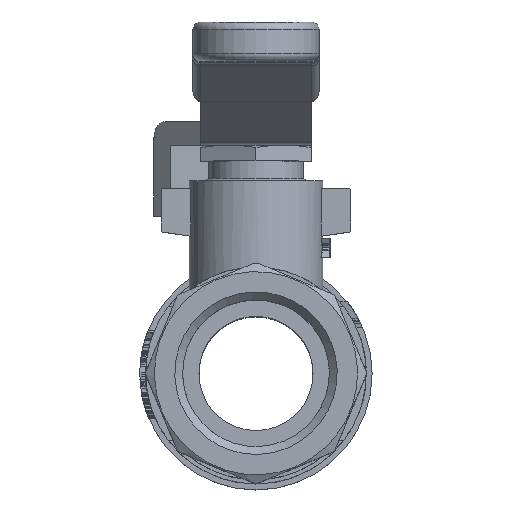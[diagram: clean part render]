
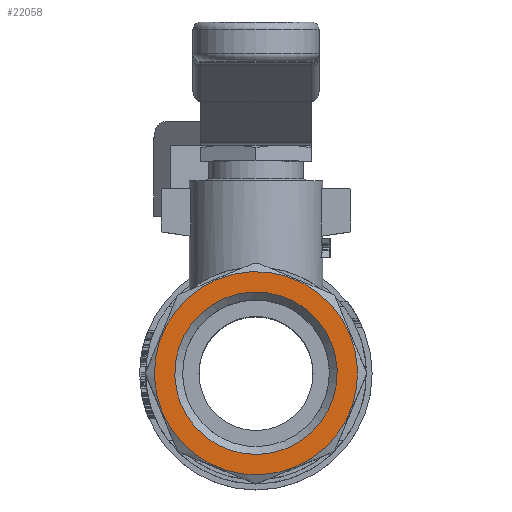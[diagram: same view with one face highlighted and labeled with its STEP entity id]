
A CAD part, top view. The second image highlights one B-rep face of the part: STEP entity #22058.
In plain terms, the highlighted planar face has unit normal (0, 0, 1).
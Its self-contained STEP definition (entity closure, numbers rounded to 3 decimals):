
#10118=ORIENTED_EDGE('',*,*,#14014,.F.);
#10119=ORIENTED_EDGE('',*,*,#14015,.F.);
#14014=EDGE_CURVE('',#16394,#16394,#16945,.T.);
#14015=EDGE_CURVE('',#16395,#16395,#16946,.T.);
#16394=VERTEX_POINT('',#39984);
#16395=VERTEX_POINT('',#39987);
#16945=CIRCLE('',#24956,12.9);
#16946=CIRCLE('',#24958,10.316);
#18140=EDGE_LOOP('',(#10118));
#18141=EDGE_LOOP('',(#10119));
#19473=FACE_BOUND('',#18140,.T.);
#19474=FACE_BOUND('',#18141,.T.);
#20669=PLANE('',#24957);
#22058=ADVANCED_FACE('',(#19473,#19474),#20669,.F.);
#24956=AXIS2_PLACEMENT_3D('',#39983,#31750,#31751);
#24957=AXIS2_PLACEMENT_3D('',#39985,#31752,#31753);
#24958=AXIS2_PLACEMENT_3D('',#39986,#31754,#31755);
#31750=DIRECTION('',(0.,0.,-1.));
#31751=DIRECTION('',(0.924,0.383,0.));
#31752=DIRECTION('',(0.,0.,-1.));
#31753=DIRECTION('',(-1.,0.,0.));
#31754=DIRECTION('',(0.,0.,1.));
#31755=DIRECTION('',(0.924,0.383,0.));
#39983=CARTESIAN_POINT('',(-3.5,0.,16.5));
#39984=CARTESIAN_POINT('',(8.418,4.937,16.5));
#39985=CARTESIAN_POINT('',(1.334,-11.296,16.5));
#39986=CARTESIAN_POINT('',(-3.5,0.,16.5));
#39987=CARTESIAN_POINT('',(6.03,3.948,16.5));
